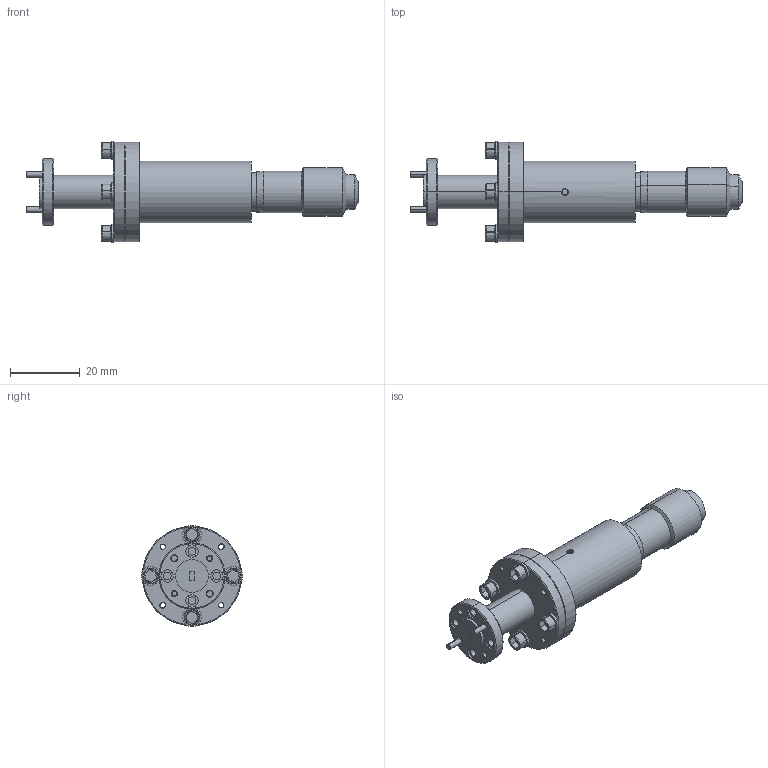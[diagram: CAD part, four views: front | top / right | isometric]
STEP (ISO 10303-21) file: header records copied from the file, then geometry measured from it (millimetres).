
FILE_DESCRIPTION (( 'STEP AP203' ), '1' );
FILE_NAME ('SWL-1023-T1.STEP', '2019-06-10T21:02:28', ( '' ), ( '' ), 'SwSTEP 2.0', 'SolidWorks 2016', '' );
FILE_SCHEMA (( 'CONFIG_CONTROL_DESIGN' ));
Products named in the file (1): SWL-1023-T1
Bounding box: 95.36 x 29.15 x 29.15 mm (x, y, z)
Volume: 18578.8 mm3; surface area: 7485.1 mm2
Topology: 11 solids, 12 shells, 473 faces, 1159 edges, 744 vertices
Faces by surface type: cylinder 289, plane 108, cone 48, bspline 20, torus 8
Entity records: 31789 total; most frequent: CARTESIAN_POINT 21439, ORIENTED_EDGE 2318, DIRECTION 1968, EDGE_CURVE 1159, AXIS2_PLACEMENT_3D 752, VERTEX_POINT 744, EDGE_LOOP 541, ADVANCED_FACE 473
